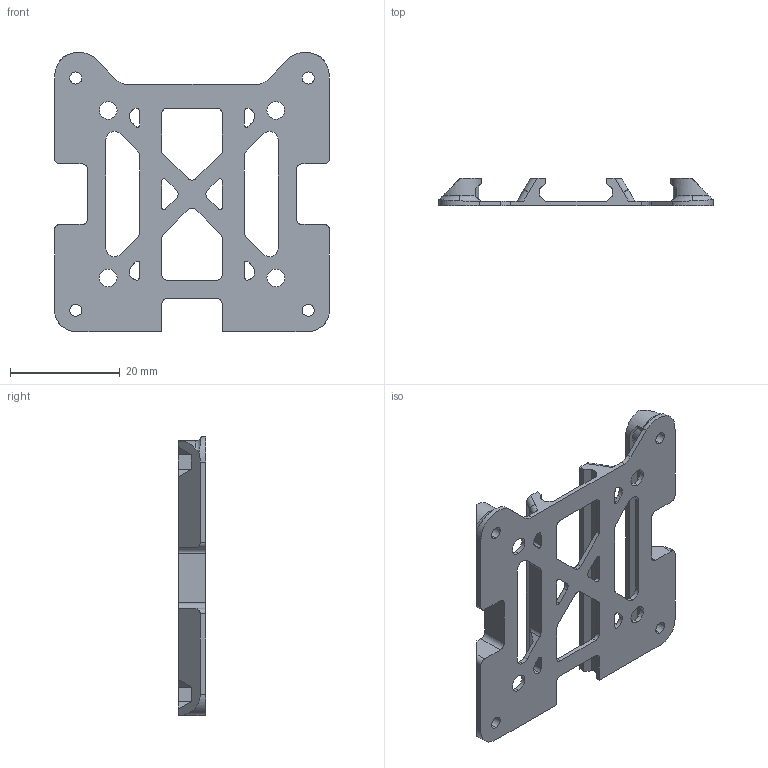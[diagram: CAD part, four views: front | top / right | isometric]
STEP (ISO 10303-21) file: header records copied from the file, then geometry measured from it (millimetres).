
FILE_DESCRIPTION (( 'STEP AP203' ), '1' );
FILE_NAME ('top_mount^frame_cf.STEP', '2024-11-18T12:02:23', ( '' ), ( '' ), 'SwSTEP 2.0', 'SolidWorks 2022', '' );
FILE_SCHEMA (( 'CONFIG_CONTROL_DESIGN' ));
Length unit declared in the file: millimetre
Products named in the file (1): top_mount^frame_cf
Bounding box: 50 x 5 x 50.79 mm (x, y, z)
Volume: 4080 mm3; surface area: 5391.1 mm2
Topology: 1 solids, 1 shells, 215 faces, 637 edges, 414 vertices
Faces by surface type: plane 120, cylinder 87, torus 6, bspline 2
Entity records: 7406 total; most frequent: CARTESIAN_POINT 1589, ORIENTED_EDGE 1274, DIRECTION 1133, EDGE_CURVE 637, LINE 425, VECTOR 425, VERTEX_POINT 414, AXIS2_PLACEMENT_3D 354
